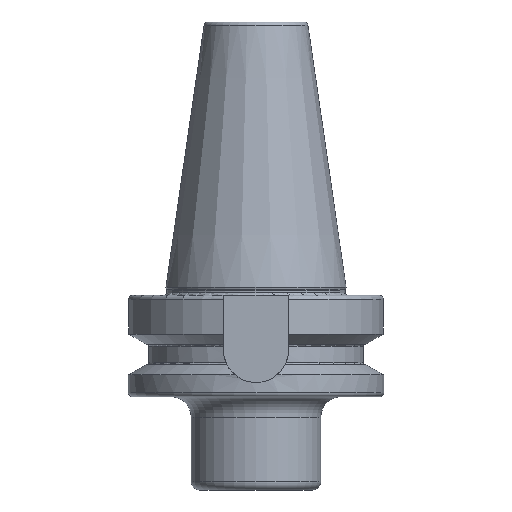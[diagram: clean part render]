
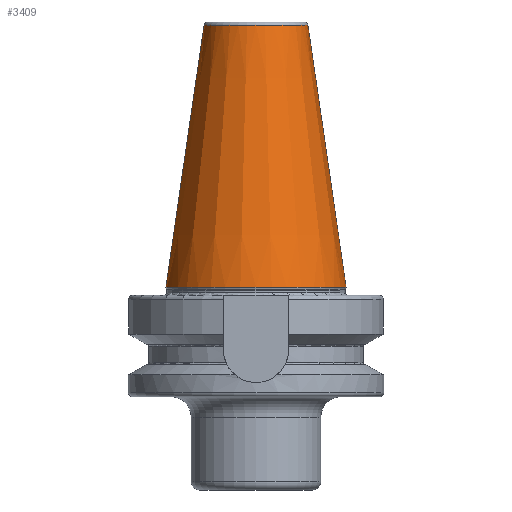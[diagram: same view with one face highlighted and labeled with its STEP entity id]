
A CAD part, left-side view. The second image highlights one B-rep face of the part: STEP entity #3409.
In plain terms, the highlighted conical face has half-angle 8.297 degrees and reference radius 17.519 mm.
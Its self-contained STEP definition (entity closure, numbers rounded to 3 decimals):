
#883=CARTESIAN_POINT('',(0,0,91.544));
#884=DIRECTION('',(0,0,1));
#885=DIRECTION('',(0,1,0));
#886=AXIS2_PLACEMENT_3D('',#883,#884,#885);
#888=DIRECTION('',(0.,0.144,0.99));
#889=VECTOR('',#888,65.227);
#890=CARTESIAN_POINT('',(0,-22.225,27));
#891=LINE('',#890,#889);
#892=CARTESIAN_POINT('',(0,0,27));
#893=DIRECTION('',(0,0,1));
#894=DIRECTION('',(0,1,0));
#895=AXIS2_PLACEMENT_3D('',#892,#893,#894);
#897=DIRECTION('',(0.,-0.144,0.99));
#898=VECTOR('',#897,65.227);
#899=CARTESIAN_POINT('',(0,22.225,27));
#900=LINE('',#899,#898);
#1956=CARTESIAN_POINT('',(0,22.225,27));
#1958=VERTEX_POINT('',#1956);
#1972=CARTESIAN_POINT('',(0,-22.225,27));
#1974=VERTEX_POINT('',#1972);
#1999=CARTESIAN_POINT('',(0,12.812,91.544));
#2000=CARTESIAN_POINT('',(0,-12.812,91.544));
#2001=VERTEX_POINT('',#1999);
#2002=VERTEX_POINT('',#2000);
#3397=CARTESIAN_POINT('',(0,0,59.272));
#3398=DIRECTION('',(0,0,-1));
#3399=DIRECTION('',(0,-1,0));
#3400=AXIS2_PLACEMENT_3D('',#3397,#3398,#3399);
#3401=CONICAL_SURFACE('',#3400,17.519,8.297);
#3402=ORIENTED_EDGE('',*,*,#3356,.T.);
#3403=ORIENTED_EDGE('',*,*,#3386,.F.);
#3405=ORIENTED_EDGE('',*,*,#3404,.F.);
#3406=ORIENTED_EDGE('',*,*,#3382,.T.);
#3407=EDGE_LOOP('',(#3402,#3403,#3405,#3406));
#3408=FACE_OUTER_BOUND('',#3407,.F.);
#3409=ADVANCED_FACE('',(#3408),#3401,.T.);
#887=CIRCLE('',#886,12.812);
#896=CIRCLE('',#895,22.225);
#3356=EDGE_CURVE('',#2001,#2002,#887,.T.);
#3382=EDGE_CURVE('',#1958,#2001,#900,.T.);
#3386=EDGE_CURVE('',#1974,#2002,#891,.T.);
#3404=EDGE_CURVE('',#1958,#1974,#896,.T.);
